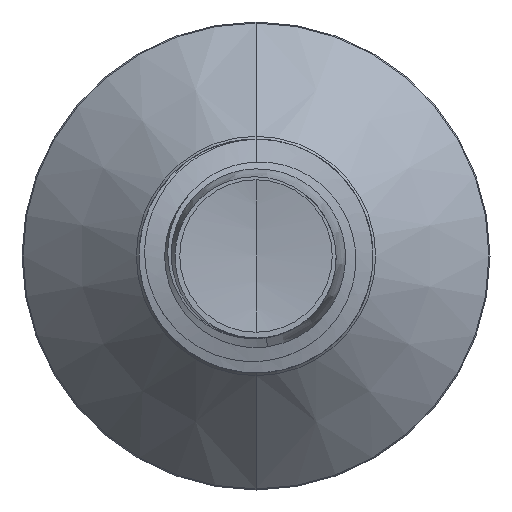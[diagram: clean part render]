
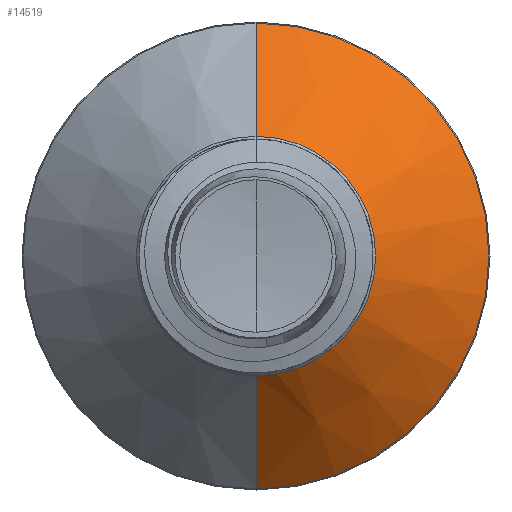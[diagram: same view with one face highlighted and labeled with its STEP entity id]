
A CAD part, front view. The second image highlights one B-rep face of the part: STEP entity #14519.
In plain terms, the highlighted conical face has half-angle 45 degrees and reference radius 2.302 mm.
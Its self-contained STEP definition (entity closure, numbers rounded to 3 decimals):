
#104 = CIRCLE ( 'NONE', #6668, 4.48 ) ;
#957 = AXIS2_PLACEMENT_3D ( 'NONE', #3065, #20890, #15595 ) ;
#981 = DIRECTION ( 'NONE',  ( 0., 1., 0. ) ) ;
#1881 = DIRECTION ( 'NONE',  ( 0., 0.707, 0.707 ) ) ;
#2116 = CIRCLE ( 'NONE', #16446, 2.302 ) ;
#3065 = CARTESIAN_POINT ( 'NONE',  ( 0., 7.102, 0. ) ) ;
#3441 = VECTOR ( 'NONE', #1881, 1000. ) ;
#3810 = VERTEX_POINT ( 'NONE', #9237 ) ;
#3956 = CARTESIAN_POINT ( 'NONE',  ( 0., 9.28, -4.48 ) ) ;
#4319 = VECTOR ( 'NONE', #20389, 1000. ) ;
#6668 = AXIS2_PLACEMENT_3D ( 'NONE', #7943, #20318, #9726 ) ;
#7943 = CARTESIAN_POINT ( 'NONE',  ( 0., 9.28, 0. ) ) ;
#8088 = CARTESIAN_POINT ( 'NONE',  ( 0., 7.102, -2.302 ) ) ;
#9157 = EDGE_CURVE ( 'NONE', #20372, #19337, #104, .T. ) ;
#9181 = CARTESIAN_POINT ( 'NONE',  ( 0., 7.102, 2.302 ) ) ;
#9237 = CARTESIAN_POINT ( 'NONE',  ( 0., 7.102, 2.302 ) ) ;
#9726 = DIRECTION ( 'NONE',  ( 0., 0., 1. ) ) ;
#10799 = LINE ( 'NONE', #8088, #4319 ) ;
#11216 = EDGE_CURVE ( 'NONE', #3810, #20096, #2116, .T. ) ;
#11844 = CARTESIAN_POINT ( 'NONE',  ( 0., 7.102, 0. ) ) ;
#12852 = ORIENTED_EDGE ( 'NONE', *, *, #14932, .F. ) ;
#13557 = FACE_OUTER_BOUND ( 'NONE', #22525, .T. ) ;
#13616 = DIRECTION ( 'NONE',  ( 0., 0., 1. ) ) ;
#14519 = ADVANCED_FACE ( 'NONE', ( #13557 ), #17729, .T. ) ;
#14932 = EDGE_CURVE ( 'NONE', #3810, #20372, #21334, .T. ) ;
#15464 = ORIENTED_EDGE ( 'NONE', *, *, #15811, .T. ) ;
#15595 = DIRECTION ( 'NONE',  ( 0., 0., 1. ) ) ;
#15811 = EDGE_CURVE ( 'NONE', #20096, #19337, #10799, .T. ) ;
#16446 = AXIS2_PLACEMENT_3D ( 'NONE', #11844, #981, #13616 ) ;
#16854 = CARTESIAN_POINT ( 'NONE',  ( 0., 7.102, -2.302 ) ) ;
#17729 = CONICAL_SURFACE ( 'NONE', #957, 2.302, 0.785 ) ;
#18728 = ORIENTED_EDGE ( 'NONE', *, *, #9157, .F. ) ;
#19337 = VERTEX_POINT ( 'NONE', #3956 ) ;
#20096 = VERTEX_POINT ( 'NONE', #16854 ) ;
#20318 = DIRECTION ( 'NONE',  ( 0., 1., 0. ) ) ;
#20372 = VERTEX_POINT ( 'NONE', #20404 ) ;
#20389 = DIRECTION ( 'NONE',  ( 0., 0.707, -0.707 ) ) ;
#20404 = CARTESIAN_POINT ( 'NONE',  ( 0., 9.28, 4.48 ) ) ;
#20890 = DIRECTION ( 'NONE',  ( 0., 1., 0. ) ) ;
#21209 = ORIENTED_EDGE ( 'NONE', *, *, #11216, .T. ) ;
#21334 = LINE ( 'NONE', #9181, #3441 ) ;
#22525 = EDGE_LOOP ( 'NONE', ( #21209, #15464, #18728, #12852 ) ) ;
